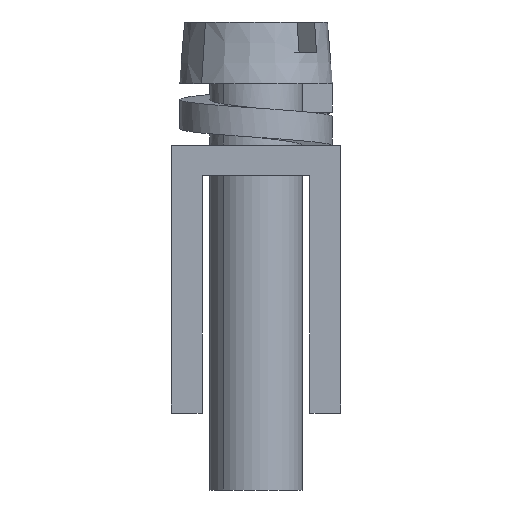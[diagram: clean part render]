
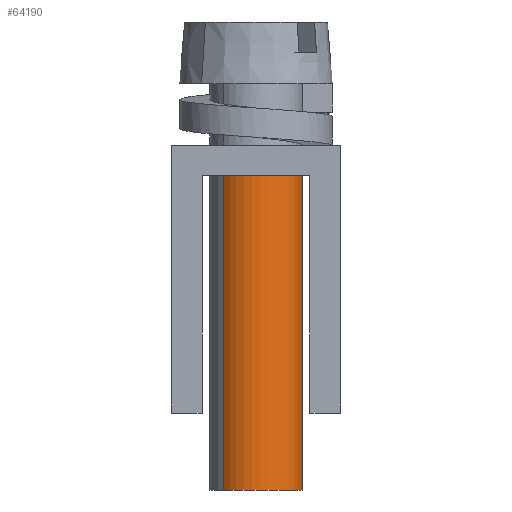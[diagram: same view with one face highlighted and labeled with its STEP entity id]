
A CAD part, left-side view. The second image highlights one B-rep face of the part: STEP entity #64190.
In plain terms, the highlighted cylindrical face has radius 1.5 mm (diameter 3 mm), a partial arc.
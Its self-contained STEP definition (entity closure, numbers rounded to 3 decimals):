
#5830=CARTESIAN_POINT('',(48.625,0.,49.75));
#5840=DIRECTION('',(0.,-1.,0.));
#5850=DIRECTION('',(-0.707,0.,
0.707));
#5860=AXIS2_PLACEMENT_3D('',#5830,#5840,#5850);
#5870=CIRCLE('',#5860,1.5);
#5880=CARTESIAN_POINT('',(47.564,0.,
50.811));
#5890=VERTEX_POINT('',#5880);
#5900=CARTESIAN_POINT('',(49.686,0.,
48.689));
#5910=VERTEX_POINT('',#5900);
#5940=CARTESIAN_POINT('',(49.686,0.,
50.811));
#5950=VERTEX_POINT('',#5940);
#5960=EDGE_CURVE('',#5950,#5890,#5870,.T.);
#5980=EDGE_CURVE('',#5910,#5950,#5870,.T.);
#63870=CARTESIAN_POINT('',(48.625,3.35,49.75));
#63880=DIRECTION('',(0.,-1.,0.));
#63890=DIRECTION('',(-0.707,0.,
0.707));
#63900=AXIS2_PLACEMENT_3D('',#63870,#63880,#63890);
#63910=CYLINDRICAL_SURFACE('',#63900,1.5);
#63920=CARTESIAN_POINT('',(49.686,3.35,
48.689));
#63930=DIRECTION('',(0.,-1.,0.));
#63940=VECTOR('',#63930,1.);
#63950=LINE('',#63920,#63940);
#63960=CARTESIAN_POINT('',(49.686,10.2,48.689));
#63970=VERTEX_POINT('',#63960);
#63980=EDGE_CURVE('',#63970,#5910,#63950,.T.);
#63990=ORIENTED_EDGE('',*,*,#63980,.F.);
#64000=ORIENTED_EDGE('',*,*,#5980,.F.);
#64010=ORIENTED_EDGE('',*,*,#5960,.F.);
#64020=CARTESIAN_POINT('',(47.564,3.35,
50.811));
#64030=DIRECTION('',(0.,-1.,0.));
#64040=VECTOR('',#64030,1.);
#64050=LINE('',#64020,#64040);
#64060=CARTESIAN_POINT('',(47.564,10.2,50.811));
#64070=VERTEX_POINT('',#64060);
#64080=EDGE_CURVE('',#64070,#5890,#64050,.T.);
#64090=ORIENTED_EDGE('',*,*,#64080,.T.);
#64100=CARTESIAN_POINT('',(48.625,10.2,49.75));
#64110=DIRECTION('',(0.,-1.,0.));
#64120=DIRECTION('',(-0.707,0.,
0.707));
#64130=AXIS2_PLACEMENT_3D('',#64100,#64110,#64120);
#64140=CIRCLE('',#64130,1.5);
#64150=EDGE_CURVE('',#63970,#64070,#64140,.T.);
#64160=ORIENTED_EDGE('',*,*,#64150,.T.);
#64170=EDGE_LOOP('',(#64160,#64090,#64010,#64000,#63990));
#64180=FACE_OUTER_BOUND('',#64170,.T.);
#64190=ADVANCED_FACE('',(#64180),#63910,.T.);
